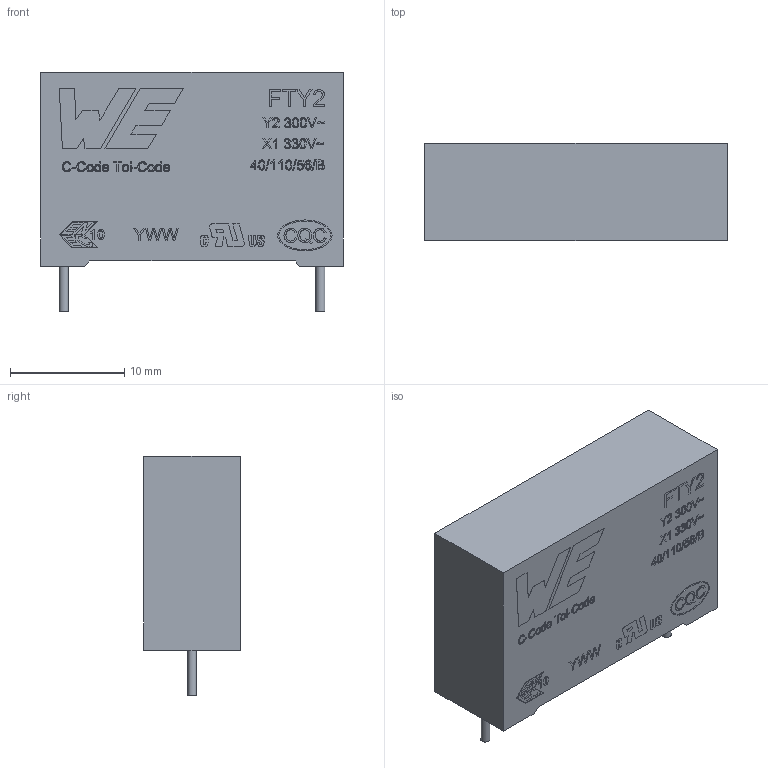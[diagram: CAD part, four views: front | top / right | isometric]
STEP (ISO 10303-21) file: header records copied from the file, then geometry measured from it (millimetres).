
FILE_DESCRIPTION(/* description */ ('Unknown'),/* implementation_level */ '2;1');
FILE_NAME(/* name */ '22,5x26,5x8,5x17',/* time_stamp */ '2024-08-23T15:50:20+08:00',/* author */ ('Unknown'),/* organization */ ('Unknown'),/* preprocessor_version */ 'ST-DEVELOPER v19.4',/* originating_system */ 'Solid Edge',/* authorisation */ 'Unknown');
FILE_SCHEMA (('AUTOMOTIVE_DESIGN {1 0 10303 214 3 1 1}'));
Length unit declared in the file: millimetre
Products named in the file (3): 22,5x26,5x8,5x17; Body; Shell
Assembly tree (2 placements, depth 2):
  22,5x26,5x8,5x17
    Body
    Shell
Bounding box: 26.5 x 8.5 x 21 mm (x, y, z)
Volume: 3741.7 mm3; surface area: 4058.4 mm2
Topology: 2 solids, 2 shells, 561 faces, 1414 edges, 942 vertices
Faces by surface type: plane 429, bspline 107, cylinder 23, torus 2
Full cylindrical faces by diameter (mm): 0.8 x2
Entity records: 24593 total; most frequent: CARTESIAN_POINT 8207, ORIENTED_EDGE 2774, DIRECTION 1980, EDGE_CURVE 1387, VERTEX_POINT 942, LINE 934, VECTOR 934, EDGE_LOOP 673
